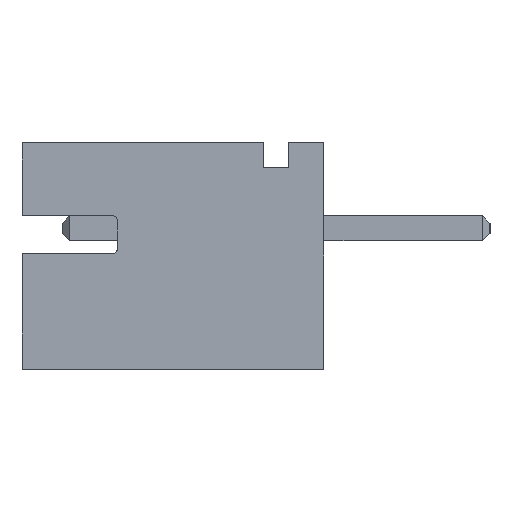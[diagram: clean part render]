
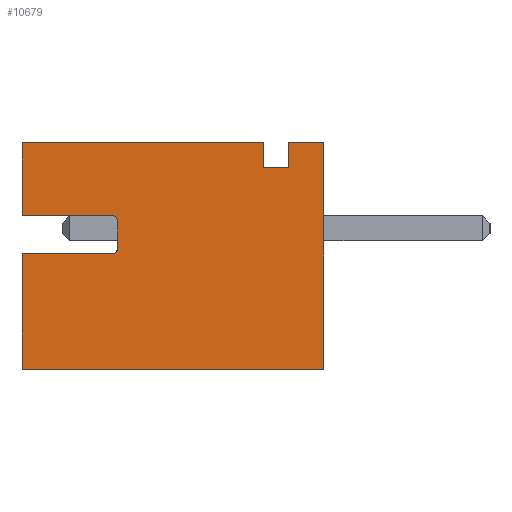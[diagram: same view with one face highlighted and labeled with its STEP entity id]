
A CAD part, left-side view. The second image highlights one B-rep face of the part: STEP entity #10679.
In plain terms, the highlighted planar face has unit normal (-1, 0, 0).
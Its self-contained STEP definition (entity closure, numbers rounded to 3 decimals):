
#82 = LINE ( 'NONE', #11817, #3072 ) ;
#125 = LINE ( 'NONE', #7775, #11100 ) ;
#425 = EDGE_CURVE ( 'NONE', #11335, #10547, #5162, .T. ) ;
#448 = LINE ( 'NONE', #2101, #11268 ) ;
#528 = VECTOR ( 'NONE', #7041, 1000. ) ;
#536 = DIRECTION ( 'NONE',  ( 0., 0., -1. ) ) ;
#576 = EDGE_CURVE ( 'NONE', #7582, #10317, #8734, .T. ) ;
#695 = ORIENTED_EDGE ( 'NONE', *, *, #11388, .T. ) ;
#837 = VECTOR ( 'NONE', #4325, 1000. ) ;
#922 = CARTESIAN_POINT ( 'NONE',  ( -12.95, 6., -2.25 ) ) ;
#934 = CARTESIAN_POINT ( 'NONE',  ( -12.95, 4.1, 0.7 ) ) ;
#1159 = PLANE ( 'NONE',  #8337 ) ;
#1409 = AXIS2_PLACEMENT_3D ( 'NONE', #3666, #3734, #7557 ) ;
#1412 = LINE ( 'NONE', #8378, #11886 ) ;
#1936 = DIRECTION ( 'NONE',  ( 1., 0., 0. ) ) ;
#1974 = CARTESIAN_POINT ( 'NONE',  ( -12.95, 1.2, 1.75 ) ) ;
#2101 = CARTESIAN_POINT ( 'NONE',  ( -12.95, 6., 0.8 ) ) ;
#2299 = CARTESIAN_POINT ( 'NONE',  ( -12.95, 0., -2.25 ) ) ;
#2423 = FACE_OUTER_BOUND ( 'NONE', #10762, .T. ) ;
#2450 = ORIENTED_EDGE ( 'NONE', *, *, #5410, .T. ) ;
#2498 = DIRECTION ( 'NONE',  ( 0., 0., 1. ) ) ;
#2556 = ORIENTED_EDGE ( 'NONE', *, *, #10944, .T. ) ;
#2602 = ORIENTED_EDGE ( 'NONE', *, *, #7294, .F. ) ;
#2612 = ORIENTED_EDGE ( 'NONE', *, *, #11882, .T. ) ;
#2632 = CIRCLE ( 'NONE', #1409, 0.1 ) ;
#2950 = DIRECTION ( 'NONE',  ( 0., 1., 0. ) ) ;
#3072 = VECTOR ( 'NONE', #2950, 1000. ) ;
#3469 = VERTEX_POINT ( 'NONE', #2299 ) ;
#3529 = CARTESIAN_POINT ( 'NONE',  ( -12.95, 0., -2.25 ) ) ;
#3604 = LINE ( 'NONE', #9287, #4952 ) ;
#3666 = CARTESIAN_POINT ( 'NONE',  ( -12.95, 4.2, 0.7 ) ) ;
#3734 = DIRECTION ( 'NONE',  ( 1., 0., 0. ) ) ;
#3854 = ORIENTED_EDGE ( 'NONE', *, *, #10146, .F. ) ;
#4085 = VERTEX_POINT ( 'NONE', #10301 ) ;
#4259 = CARTESIAN_POINT ( 'NONE',  ( -12.95, 0., 2.25 ) ) ;
#4325 = DIRECTION ( 'NONE',  ( 0., -1., 0. ) ) ;
#4459 = VERTEX_POINT ( 'NONE', #8648 ) ;
#4538 = EDGE_CURVE ( 'NONE', #4459, #7145, #6928, .T. ) ;
#4727 = VECTOR ( 'NONE', #11661, 1000. ) ;
#4879 = DIRECTION ( 'NONE',  ( 0., 0., 1. ) ) ;
#4952 = VECTOR ( 'NONE', #536, 1000. ) ;
#5030 = ORIENTED_EDGE ( 'NONE', *, *, #576, .T. ) ;
#5065 = CARTESIAN_POINT ( 'NONE',  ( -12.95, 6., -2.25 ) ) ;
#5134 = EDGE_CURVE ( 'NONE', #9706, #11261, #125, .T. ) ;
#5162 = CIRCLE ( 'NONE', #5753, 0.1 ) ;
#5347 = LINE ( 'NONE', #6440, #837 ) ;
#5410 = EDGE_CURVE ( 'NONE', #9706, #12708, #3604, .T. ) ;
#5423 = CARTESIAN_POINT ( 'NONE',  ( -12.95, 0.7, 1.75 ) ) ;
#5424 = ORIENTED_EDGE ( 'NONE', *, *, #10756, .T. ) ;
#5557 = CARTESIAN_POINT ( 'NONE',  ( -12.95, 1.2, 2.25 ) ) ;
#5753 = AXIS2_PLACEMENT_3D ( 'NONE', #8956, #1936, #5856 ) ;
#5777 = VECTOR ( 'NONE', #10246, 1000. ) ;
#5856 = DIRECTION ( 'NONE',  ( 0., 0., -1. ) ) ;
#6010 = CARTESIAN_POINT ( 'NONE',  ( -12.95, 6., 2.25 ) ) ;
#6142 = CARTESIAN_POINT ( 'NONE',  ( -12.95, 0.7, 2.25 ) ) ;
#6350 = DIRECTION ( 'NONE',  ( 0., 0., 1. ) ) ;
#6440 = CARTESIAN_POINT ( 'NONE',  ( -12.95, 6., -2.25 ) ) ;
#6512 = VERTEX_POINT ( 'NONE', #8442 ) ;
#6875 = EDGE_CURVE ( 'NONE', #6512, #11335, #12560, .T. ) ;
#6928 = LINE ( 'NONE', #922, #10113 ) ;
#7041 = DIRECTION ( 'NONE',  ( 0., 1., 0. ) ) ;
#7145 = VERTEX_POINT ( 'NONE', #9614 ) ;
#7294 = EDGE_CURVE ( 'NONE', #9427, #4085, #1412, .T. ) ;
#7332 = ORIENTED_EDGE ( 'NONE', *, *, #4538, .F. ) ;
#7550 = EDGE_CURVE ( 'NONE', #12708, #7582, #82, .T. ) ;
#7557 = DIRECTION ( 'NONE',  ( 0., 0., -1. ) ) ;
#7582 = VERTEX_POINT ( 'NONE', #1974 ) ;
#7669 = ORIENTED_EDGE ( 'NONE', *, *, #5134, .F. ) ;
#7712 = CARTESIAN_POINT ( 'NONE',  ( -12.95, 1.2, 2.25 ) ) ;
#7775 = CARTESIAN_POINT ( 'NONE',  ( -12.95, 6., 2.25 ) ) ;
#8157 = DIRECTION ( 'NONE',  ( 0., -1., 0. ) ) ;
#8258 = CARTESIAN_POINT ( 'NONE',  ( -12.95, 4.2, 0.8 ) ) ;
#8337 = AXIS2_PLACEMENT_3D ( 'NONE', #5065, #9986, #10964 ) ;
#8378 = CARTESIAN_POINT ( 'NONE',  ( -12.95, 6., -2.25 ) ) ;
#8442 = CARTESIAN_POINT ( 'NONE',  ( -12.95, 4.1, 0.7 ) ) ;
#8648 = CARTESIAN_POINT ( 'NONE',  ( -12.95, 6., -2.25 ) ) ;
#8734 = LINE ( 'NONE', #7712, #4727 ) ;
#8764 = VECTOR ( 'NONE', #8157, 1000. ) ;
#8956 = CARTESIAN_POINT ( 'NONE',  ( -12.95, 4.2, 0.15 ) ) ;
#9287 = CARTESIAN_POINT ( 'NONE',  ( -12.95, 0.7, 2.25 ) ) ;
#9427 = VERTEX_POINT ( 'NONE', #11183 ) ;
#9605 = CARTESIAN_POINT ( 'NONE',  ( -12.95, 4.2, 0.05 ) ) ;
#9614 = CARTESIAN_POINT ( 'NONE',  ( -12.95, 6., 0.05 ) ) ;
#9671 = ORIENTED_EDGE ( 'NONE', *, *, #425, .T. ) ;
#9706 = VERTEX_POINT ( 'NONE', #6142 ) ;
#9971 = LINE ( 'NONE', #6010, #8764 ) ;
#9986 = DIRECTION ( 'NONE',  ( 1., 0., 0. ) ) ;
#10113 = VECTOR ( 'NONE', #4879, 1000. ) ;
#10146 = EDGE_CURVE ( 'NONE', #4085, #10317, #9971, .T. ) ;
#10246 = DIRECTION ( 'NONE',  ( 0., 0., -1. ) ) ;
#10301 = CARTESIAN_POINT ( 'NONE',  ( -12.95, 6., 2.25 ) ) ;
#10317 = VERTEX_POINT ( 'NONE', #5557 ) ;
#10344 = ORIENTED_EDGE ( 'NONE', *, *, #10558, .T. ) ;
#10547 = VERTEX_POINT ( 'NONE', #9605 ) ;
#10558 = EDGE_CURVE ( 'NONE', #11624, #6512, #2632, .T. ) ;
#10679 = ADVANCED_FACE ( 'NONE', ( #2423 ), #1159, .F. ) ;
#10756 = EDGE_CURVE ( 'NONE', #3469, #11261, #12262, .T. ) ;
#10762 = EDGE_LOOP ( 'NONE', ( #2602, #2556, #10344, #11500, #9671, #2612, #7332, #695, #5424, #7669, #2450, #11422, #5030, #3854 ) ) ;
#10944 = EDGE_CURVE ( 'NONE', #9427, #11624, #448, .T. ) ;
#10951 = CARTESIAN_POINT ( 'NONE',  ( -12.95, 6., 0.05 ) ) ;
#10964 = DIRECTION ( 'NONE',  ( 0., 0., -1. ) ) ;
#11085 = DIRECTION ( 'NONE',  ( 0., -1., 0. ) ) ;
#11100 = VECTOR ( 'NONE', #11741, 1000. ) ;
#11183 = CARTESIAN_POINT ( 'NONE',  ( -12.95, 6., 0.8 ) ) ;
#11230 = LINE ( 'NONE', #10951, #528 ) ;
#11261 = VERTEX_POINT ( 'NONE', #4259 ) ;
#11268 = VECTOR ( 'NONE', #11085, 1000. ) ;
#11335 = VERTEX_POINT ( 'NONE', #11397 ) ;
#11388 = EDGE_CURVE ( 'NONE', #4459, #3469, #5347, .T. ) ;
#11397 = CARTESIAN_POINT ( 'NONE',  ( -12.95, 4.1, 0.15 ) ) ;
#11422 = ORIENTED_EDGE ( 'NONE', *, *, #7550, .T. ) ;
#11500 = ORIENTED_EDGE ( 'NONE', *, *, #6875, .T. ) ;
#11624 = VERTEX_POINT ( 'NONE', #8258 ) ;
#11661 = DIRECTION ( 'NONE',  ( 0., 0., 1. ) ) ;
#11741 = DIRECTION ( 'NONE',  ( 0., -1., 0. ) ) ;
#11817 = CARTESIAN_POINT ( 'NONE',  ( -12.95, 1.2, 1.75 ) ) ;
#11882 = EDGE_CURVE ( 'NONE', #10547, #7145, #11230, .T. ) ;
#11886 = VECTOR ( 'NONE', #6350, 1000. ) ;
#12262 = LINE ( 'NONE', #3529, #12489 ) ;
#12489 = VECTOR ( 'NONE', #2498, 1000. ) ;
#12560 = LINE ( 'NONE', #934, #5777 ) ;
#12708 = VERTEX_POINT ( 'NONE', #5423 ) ;
